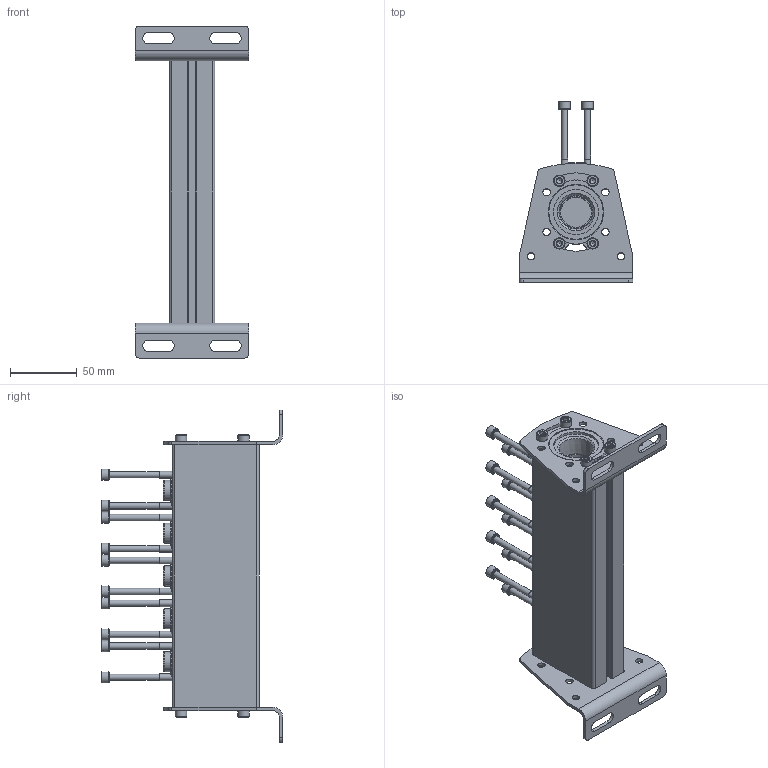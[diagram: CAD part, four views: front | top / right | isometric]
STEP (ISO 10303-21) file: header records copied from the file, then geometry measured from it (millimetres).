
FILE_DESCRIPTION(/* description */ ('STEP AP214'),/* implementation_level */ '2;1');
FILE_NAME(/* name */ '8026350_VABM-B10-30-N34-5-P53',/* time_stamp */ '2024-09-15T23:23:05+02:00',/* author */ ('License CC BY-ND 4.0'),/* organization */ ('CADENAS'),/* preprocessor_version */ 'ST-DEVELOPER v19.3',/* originating_system */ 'PARTsolutions',/* authorisation */ ' ');
FILE_SCHEMA (('AUTOMOTIVE_DESIGN {1 0 10303 214 3 1 1}'));
Length unit declared in the file: millimetre
Products named in the file (7): 8026350 VABM-B10-30-N34-5-P53; 8026350 VABM-B10-30-N34-5-P53---(M); 1654919 VUVS-G38---(S); 2191444 F-M5x60-10.9; 31786 B-3/4-NPT---(Plug); 1641438 VAME-B10-30-A---(V); DIN-912 - M5x12(F)
Assembly tree (27 placements, depth 2):
  8026350 VABM-B10-30-N34-5-P53
    8026350 VABM-B10-30-N34-5-P53---(M)
    1654919 VUVS-G38---(S)  x5
    2191444 F-M5x60-10.9  x10
    31786 B-3/4-NPT---(Plug)
    1641438 VAME-B10-30-A---(V)  x2
    DIN-912 - M5x12(F)  x8
Bounding box: 85 x 135.4 x 248 mm (x, y, z)
Volume: 369956.5 mm3; surface area: 124921.2 mm2
Topology: 27 solids, 27 shells, 906 faces, 2108 edges, 1292 vertices
Faces by surface type: plane 439, cylinder 243, cone 200, torus 24
Full cylindrical faces by diameter (mm): 4.134 x19, 4.75 x10, 5 x19, 5.5 x12, 8.5 x18, 9 x5, 12 x5, 14.288 x1, 15.1 x5, 18.1 x5, 22.5 x5, 22.8 x1, 33.5 x2, 41 x2
Entity records: 7910 total; most frequent: CARTESIAN_POINT 1434, DIRECTION 1382, ORIENTED_EDGE 1070, AXIS2_PLACEMENT_3D 572, EDGE_CURVE 535, FACE_BOUND 456, EDGE_LOOP 434, VERTEX_POINT 415
